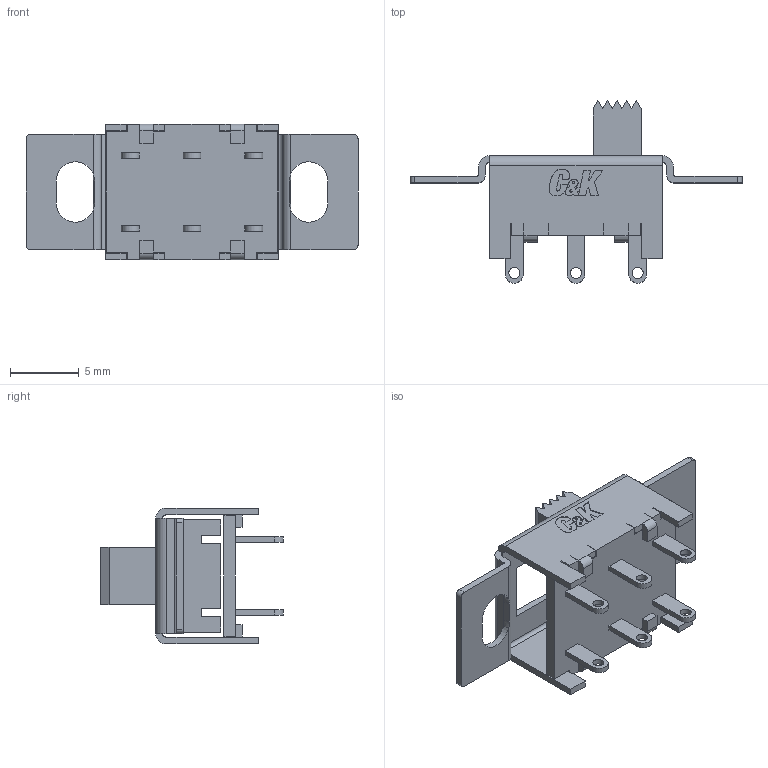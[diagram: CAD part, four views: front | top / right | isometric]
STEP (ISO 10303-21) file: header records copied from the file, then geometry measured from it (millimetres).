
FILE_DESCRIPTION(('FreeCAD Model'),'2;1');
FILE_NAME('Open CASCADE Shape Model','2023-02-28T09:39:22',(''),(''), 'Open CASCADE STEP processor 7.5','FreeCAD','Unknown');
FILE_SCHEMA(('AUTOMOTIVE_DESIGN { 1 0 10303 214 1 1 1 1 }'));
Length unit declared in the file: millimetre
Products named in the file (1): 1
Bounding box: 24.2 x 13.3 x 9.9 mm (x, y, z)
Volume: 540.9 mm3; surface area: 1316.5 mm2
Topology: 1 solids, 1 shells, 249 faces, 721 edges, 462 vertices
Faces by surface type: plane 185, cylinder 37, extrusion 23, bspline 4
Full cylindrical faces by diameter (mm): 0.8 x6
Entity records: 8654 total; most frequent: CARTESIAN_POINT 1907, ORIENTED_EDGE 1442, DIRECTION 1204, EDGE_CURVE 721, VECTOR 610, LINE 587, VERTEX_POINT 462, AXIS2_PLACEMENT_3D 297
